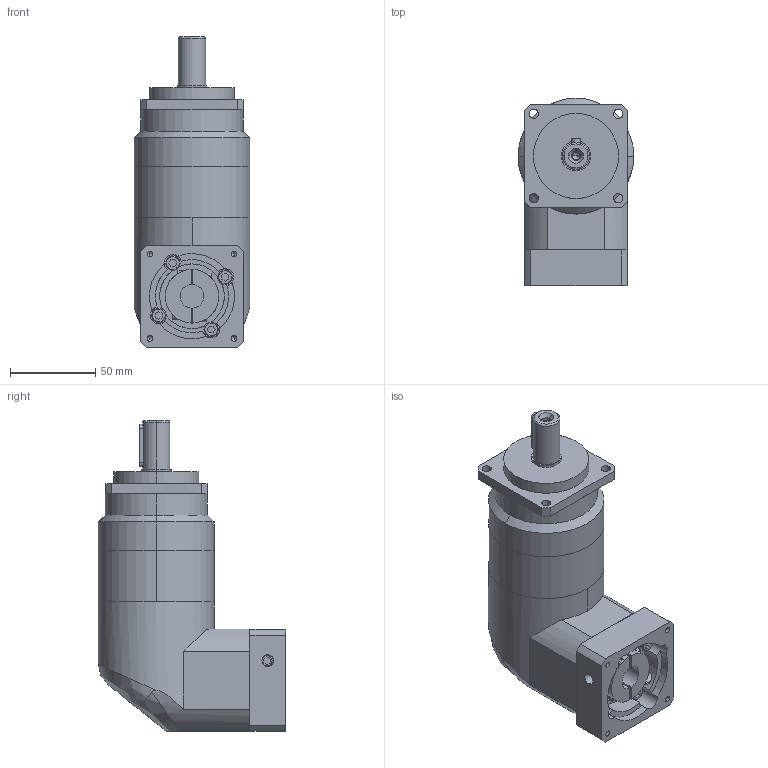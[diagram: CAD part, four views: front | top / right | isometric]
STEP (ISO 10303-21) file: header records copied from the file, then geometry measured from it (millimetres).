
FILE_DESCRIPTION (( 'STEP AP203' ), '1' );
FILE_NAME ('GPVR060-L2-(14-50-70-M4).STEP', '2022-05-26T07:39:28', ( '微软用户' ), ( '微软中国' ), 'SwSTEP 2.0', 'SolidWorks 2018', '' );
FILE_SCHEMA (( 'CONFIG_CONTROL_DESIGN' ));
Length unit declared in the file: millimetre
Products named in the file (1): GPVR060-L2-(14-50-70-M4)
Bounding box: 68 x 110 x 182.5 mm (x, y, z)
Volume: 630480.1 mm3; surface area: 81261.9 mm2
Topology: 6 solids, 6 shells, 261 faces, 641 edges, 407 vertices
Faces by surface type: plane 115, cylinder 111, cone 18, torus 14, bspline 3
Entity records: 8407 total; most frequent: CARTESIAN_POINT 2022, DIRECTION 1386, ORIENTED_EDGE 1262, EDGE_CURVE 631, AXIS2_PLACEMENT_3D 533, VERTEX_POINT 407, LINE 320, VECTOR 320
